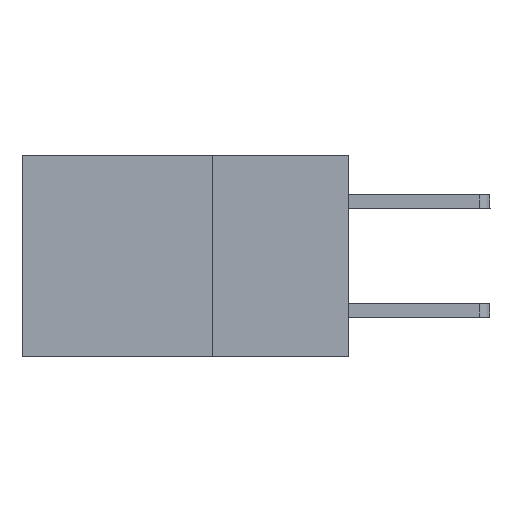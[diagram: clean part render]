
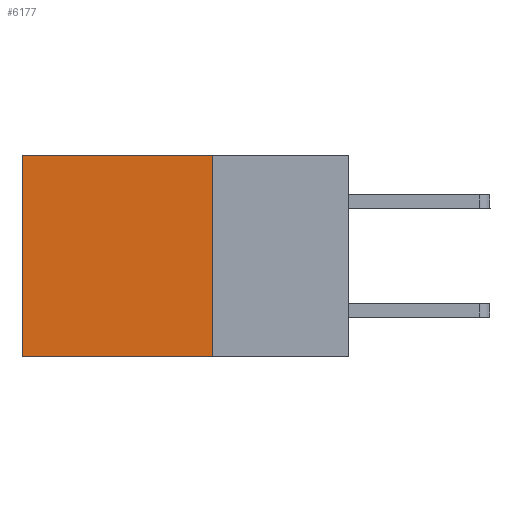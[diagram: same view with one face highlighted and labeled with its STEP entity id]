
A CAD part, left-side view. The second image highlights one B-rep face of the part: STEP entity #6177.
In plain terms, the highlighted planar face has unit normal (-1, 0, 0).
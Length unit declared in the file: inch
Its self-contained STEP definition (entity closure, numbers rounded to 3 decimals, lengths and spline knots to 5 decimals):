
#87 = CARTESIAN_POINT ( 'NONE',  ( 0.2615, 0.6, -0.37 ) ) ;
#448 = DIRECTION ( 'NONE',  ( 0., 0., -1. ) ) ;
#581 = AXIS2_PLACEMENT_3D ( 'NONE', #3695, #5008, #448 ) ;
#652 = CARTESIAN_POINT ( 'NONE',  ( 0.2615, 0.6, -0.37 ) ) ;
#906 = LINE ( 'NONE', #6696, #4658 ) ;
#928 = DIRECTION ( 'NONE',  ( 0., 1., 0. ) ) ;
#1947 = ORIENTED_EDGE ( 'NONE', *, *, #6675, .T. ) ;
#2394 = CARTESIAN_POINT ( 'NONE',  ( 0.2615, 0.25, -0.37 ) ) ;
#2441 = PLANE ( 'NONE',  #581 ) ;
#2459 = ORIENTED_EDGE ( 'NONE', *, *, #5287, .F. ) ;
#2493 = VECTOR ( 'NONE', #928, 39.37008 ) ;
#2671 = CARTESIAN_POINT ( 'NONE',  ( 0.2615, 0.6, 0. ) ) ;
#2886 = VECTOR ( 'NONE', #6971, 39.37008 ) ;
#3110 = ORIENTED_EDGE ( 'NONE', *, *, #6766, .T. ) ;
#3128 = VERTEX_POINT ( 'NONE', #4499 ) ;
#3379 = CARTESIAN_POINT ( 'NONE',  ( 0.2615, 0.25, 0. ) ) ;
#3695 = CARTESIAN_POINT ( 'NONE',  ( 0.2615, 0.25, -0.37 ) ) ;
#3795 = ORIENTED_EDGE ( 'NONE', *, *, #4707, .F. ) ;
#4442 = CARTESIAN_POINT ( 'NONE',  ( 0.2615, 0.25, -0.37 ) ) ;
#4499 = CARTESIAN_POINT ( 'NONE',  ( 0.2615, 0.25, 0. ) ) ;
#4573 = LINE ( 'NONE', #87, #5631 ) ;
#4630 = VERTEX_POINT ( 'NONE', #2671 ) ;
#4658 = VECTOR ( 'NONE', #4882, 39.37008 ) ;
#4664 = EDGE_LOOP ( 'NONE', ( #1947, #2459, #3795, #3110 ) ) ;
#4707 = EDGE_CURVE ( 'NONE', #3128, #5391, #906, .T. ) ;
#4882 = DIRECTION ( 'NONE',  ( 0., 0., -1. ) ) ;
#5008 = DIRECTION ( 'NONE',  ( 1., 0., 0. ) ) ;
#5287 = EDGE_CURVE ( 'NONE', #5391, #6285, #6855, .T. ) ;
#5391 = VERTEX_POINT ( 'NONE', #4442 ) ;
#5631 = VECTOR ( 'NONE', #8397, 39.37008 ) ;
#6177 = ADVANCED_FACE ( 'NONE', ( #6946 ), #2441, .F. ) ;
#6285 = VERTEX_POINT ( 'NONE', #652 ) ;
#6675 = EDGE_CURVE ( 'NONE', #4630, #6285, #4573, .T. ) ;
#6696 = CARTESIAN_POINT ( 'NONE',  ( 0.2615, 0.25, -0.37 ) ) ;
#6766 = EDGE_CURVE ( 'NONE', #3128, #4630, #6799, .T. ) ;
#6799 = LINE ( 'NONE', #3379, #2493 ) ;
#6855 = LINE ( 'NONE', #2394, #2886 ) ;
#6946 = FACE_OUTER_BOUND ( 'NONE', #4664, .T. ) ;
#6971 = DIRECTION ( 'NONE',  ( 0., 1., 0. ) ) ;
#8397 = DIRECTION ( 'NONE',  ( 0., 0., -1. ) ) ;
